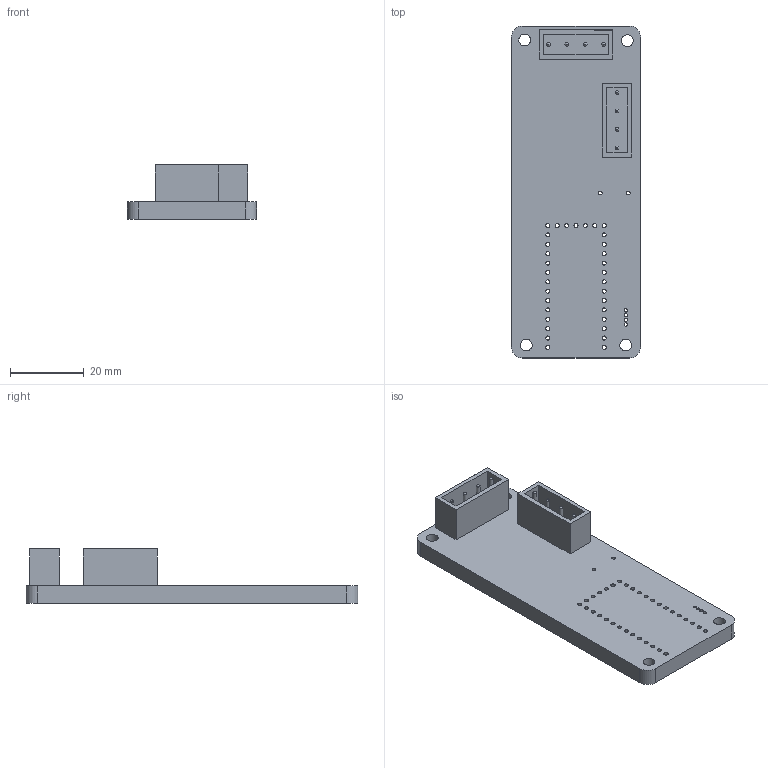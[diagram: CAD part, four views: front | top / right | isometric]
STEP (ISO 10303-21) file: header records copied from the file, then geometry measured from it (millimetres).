
FILE_DESCRIPTION(('KiCad electronic assembly'),'2;1');
FILE_NAME('bellerophon.step','2022-05-26T19:39:44',('Pcbnew'),('Kicad'), 'Open CASCADE STEP processor 7.5','KiCad to STEP converter','Unknown' );
FILE_SCHEMA(('AUTOMOTIVE_DESIGN { 1 0 10303 214 1 1 1 1 }'));
Length unit declared in the file: millimetre
Products named in the file (4): bellerophon 1; 20.500M_4; COMPOUND; bellerophon PCB
Assembly tree (4 placements, depth 3):
  bellerophon 1
    20.500M_4  x2
      COMPOUND
    bellerophon PCB
Bounding box: 35 x 90 x 14.74 mm (x, y, z)
Volume: 16380 mm3; surface area: 10950 mm2
Topology: 11 solids, 11 shells, 129 faces, 297 edges, 192 vertices
Faces by surface type: bspline 68, cylinder 55, plane 6
Full cylindrical faces by diameter (mm): 0.9 x4, 1 x2, 1.1 x33, 1.2 x8, 3.2 x4
Entity records: 6744 total; most frequent: CARTESIAN_POINT 2292, DIRECTION 663, ORIENTED_EDGE 474, PCURVE 474, DEFINITIONAL_REPRESENTATION 474, LINE 311, VECTOR 311, EDGE_CURVE 237
